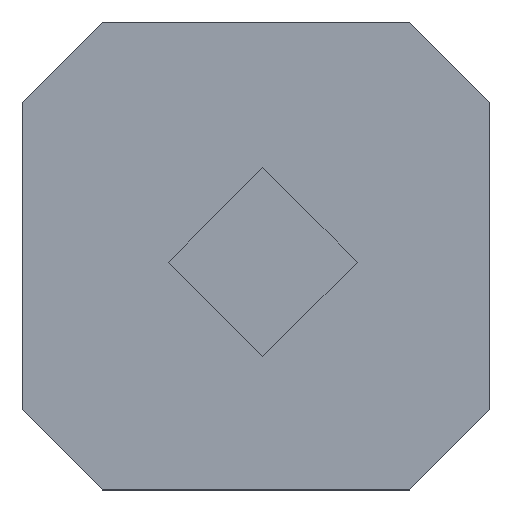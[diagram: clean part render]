
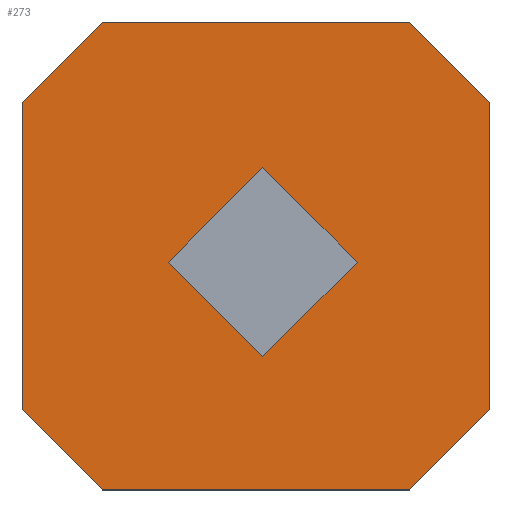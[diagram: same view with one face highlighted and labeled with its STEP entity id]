
A CAD part, top view. The second image highlights one B-rep face of the part: STEP entity #273.
In plain terms, the highlighted planar face has unit normal (0, 0, 1).
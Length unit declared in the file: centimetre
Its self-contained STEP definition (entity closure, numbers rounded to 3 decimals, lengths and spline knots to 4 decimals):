
#21=FACE_OUTER_BOUND($,#37,.T.);
#37=EDGE_LOOP($,(#210,#211,#212,#213,#214,#215,#216,#217));
#48=LINE($,#381,#84);
#52=LINE($,#388,#88);
#59=LINE($,#404,#95);
#62=LINE($,#409,#98);
#64=LINE($,#413,#100);
#66=LINE($,#417,#102);
#68=LINE($,#420,#104);
#69=LINE($,#421,#105);
#84=VECTOR($,#309,0.0849);
#88=VECTOR($,#315,0.23);
#95=VECTOR($,#326,0.0849);
#98=VECTOR($,#331,0.23);
#100=VECTOR($,#335,0.0849);
#102=VECTOR($,#339,0.0849);
#104=VECTOR($,#343,0.23);
#105=VECTOR($,#344,0.23);
#120=VERTEX_POINT($,#378);
#121=VERTEX_POINT($,#380);
#123=VERTEX_POINT($,#386);
#129=VERTEX_POINT($,#402);
#130=VERTEX_POINT($,#403);
#131=VERTEX_POINT($,#408);
#132=VERTEX_POINT($,#412);
#133=VERTEX_POINT($,#416);
#144=EDGE_CURVE($,#120,#121,#48,.T.);
#148=EDGE_CURVE($,#123,#120,#52,.F.);
#155=EDGE_CURVE($,#129,#130,#59,.T.);
#158=EDGE_CURVE($,#130,#131,#62,.T.);
#160=EDGE_CURVE($,#131,#132,#64,.T.);
#162=EDGE_CURVE($,#133,#123,#66,.T.);
#164=EDGE_CURVE($,#132,#133,#68,.F.);
#165=EDGE_CURVE($,#129,#121,#69,.T.);
#210=ORIENTED_EDGE($,*,*,#144,.F.);
#211=ORIENTED_EDGE($,*,*,#148,.F.);
#212=ORIENTED_EDGE($,*,*,#162,.F.);
#213=ORIENTED_EDGE($,*,*,#164,.F.);
#214=ORIENTED_EDGE($,*,*,#160,.F.);
#215=ORIENTED_EDGE($,*,*,#158,.F.);
#216=ORIENTED_EDGE($,*,*,#155,.F.);
#217=ORIENTED_EDGE($,*,*,#165,.T.);
#257=PLANE($,#294);
#273=ADVANCED_FACE($,(#21),#257,.F.);
#294=AXIS2_PLACEMENT_3D($,#419,#341,#342);
#309=DIRECTION($,(-0.707,0.707,0.));
#315=DIRECTION($,(1.,0.,0.));
#326=DIRECTION($,(0.707,0.707,0.));
#331=DIRECTION($,(1.,0.,0.));
#335=DIRECTION($,(0.707,-0.707,0.));
#339=DIRECTION($,(-0.707,-0.707,0.));
#341=DIRECTION('center_axis',(0.,0.,-1.));
#342=DIRECTION('ref_axis',(-1.,0.,0.));
#343=DIRECTION($,(0.,1.,0.));
#344=DIRECTION($,(0.,-1.,0.));
#378=CARTESIAN_POINT('',(0.06,-0.35,0.14));
#380=CARTESIAN_POINT('',(0.,-0.29,0.14));
#381=CARTESIAN_POINT($,(-0.0794,-0.2106,0.14));
#386=CARTESIAN_POINT('',(0.29,-0.35,0.14));
#388=CARTESIAN_POINT($,(0.175,-0.35,0.14));
#402=CARTESIAN_POINT('',(0.,-0.06,0.14));
#403=CARTESIAN_POINT('',(0.06,0.,0.14));
#404=CARTESIAN_POINT($,(0.1394,0.0794,0.14));
#408=CARTESIAN_POINT('',(0.29,0.,0.14));
#409=CARTESIAN_POINT($,(0.175,0.,0.14));
#412=CARTESIAN_POINT('',(0.35,-0.06,0.14));
#413=CARTESIAN_POINT($,(0.2106,0.0794,0.14));
#416=CARTESIAN_POINT('',(0.35,-0.29,0.14));
#417=CARTESIAN_POINT($,(0.4294,-0.2106,0.14));
#419=CARTESIAN_POINT('Origin',(0.175,0.2625,0.14));
#420=CARTESIAN_POINT($,(0.35,0.2625,0.14));
#421=CARTESIAN_POINT($,(0.,0.2625,0.14));
